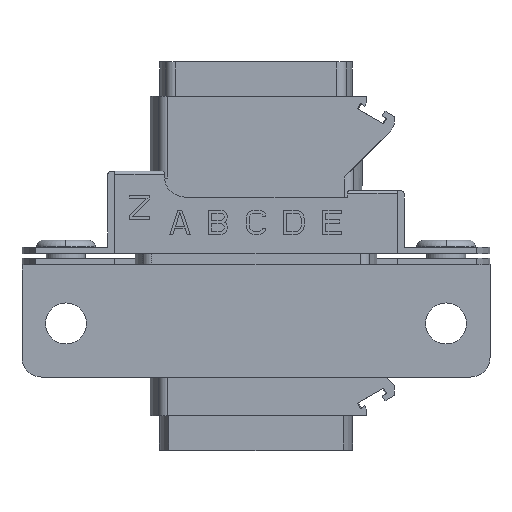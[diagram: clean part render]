
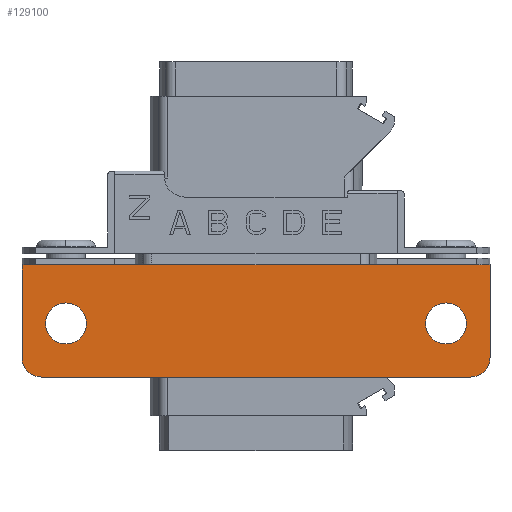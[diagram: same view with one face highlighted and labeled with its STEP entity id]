
A CAD part, front view. The second image highlights one B-rep face of the part: STEP entity #129100.
In plain terms, the highlighted planar face has unit normal (0, -1, 0).
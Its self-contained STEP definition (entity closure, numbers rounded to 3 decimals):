
#128573=DIRECTION('',(-1.,0.,0.));
#128574=VECTOR('',#128573,48.);
#128575=CARTESIAN_POINT('',(24.,-6.7,-0.92));
#128576=LINE('',#128575,#128574);
#128577=DIRECTION('',(0.,0.,1.));
#128578=VECTOR('',#128577,9.5);
#128579=CARTESIAN_POINT('',(24.,-6.7,-10.42));
#128580=LINE('',#128579,#128578);
#128581=CARTESIAN_POINT('',(22.,-6.7,-10.42));
#128582=DIRECTION('',(0.,-1.,0.));
#128583=DIRECTION('',(0.,0.,-1.));
#128584=AXIS2_PLACEMENT_3D('',#128581,#128582,#128583);
#128586=DIRECTION('',(1.,0.,0.));
#128587=VECTOR('',#128586,44.);
#128588=CARTESIAN_POINT('',(-22.,-6.7,-12.42));
#128589=LINE('',#128588,#128587);
#128590=CARTESIAN_POINT('',(-22.,-6.7,-10.42));
#128591=DIRECTION('',(0.,-1.,0.));
#128592=DIRECTION('',(-1.,0.,0.));
#128593=AXIS2_PLACEMENT_3D('',#128590,#128591,#128592);
#128595=DIRECTION('',(0.,0.,-1.));
#128596=VECTOR('',#128595,9.5);
#128597=CARTESIAN_POINT('',(-24.,-6.7,-0.92));
#128598=LINE('',#128597,#128596);
#128599=CARTESIAN_POINT('',(-19.5,-6.7,-6.92));
#128600=DIRECTION('',(0.,1.,0.));
#128601=DIRECTION('',(-1.,0.,0.));
#128602=AXIS2_PLACEMENT_3D('',#128599,#128600,#128601);
#128604=CARTESIAN_POINT('',(-19.5,-6.7,-6.92));
#128605=DIRECTION('',(0.,1.,0.));
#128606=DIRECTION('',(1.,0.,0.));
#128607=AXIS2_PLACEMENT_3D('',#128604,#128605,#128606);
#128609=CARTESIAN_POINT('',(19.5,-6.7,-6.92));
#128610=DIRECTION('',(0.,1.,0.));
#128611=DIRECTION('',(-1.,0.,0.));
#128612=AXIS2_PLACEMENT_3D('',#128609,#128610,#128611);
#128614=CARTESIAN_POINT('',(19.5,-6.7,-6.92));
#128615=DIRECTION('',(0.,1.,0.));
#128616=DIRECTION('',(1.,0.,0.));
#128617=AXIS2_PLACEMENT_3D('',#128614,#128615,#128616);
#128659=CARTESIAN_POINT('',(-21.6,-6.7,-6.92));
#128660=CARTESIAN_POINT('',(-17.4,-6.7,-6.92));
#128661=VERTEX_POINT('',#128659);
#128662=VERTEX_POINT('',#128660);
#128663=CARTESIAN_POINT('',(17.4,-6.7,-6.92));
#128664=CARTESIAN_POINT('',(21.6,-6.7,-6.92));
#128665=VERTEX_POINT('',#128663);
#128666=VERTEX_POINT('',#128664);
#128667=CARTESIAN_POINT('',(24.,-6.7,-0.92));
#128668=CARTESIAN_POINT('',(-24.,-6.7,-0.92));
#128669=VERTEX_POINT('',#128667);
#128670=VERTEX_POINT('',#128668);
#128671=CARTESIAN_POINT('',(-24.,-6.7,-10.42));
#128672=VERTEX_POINT('',#128671);
#128673=CARTESIAN_POINT('',(-22.,-6.7,-12.42));
#128674=VERTEX_POINT('',#128673);
#128675=CARTESIAN_POINT('',(22.,-6.7,-12.42));
#128676=VERTEX_POINT('',#128675);
#128677=CARTESIAN_POINT('',(24.,-6.7,-10.42));
#128678=VERTEX_POINT('',#128677);
#129075=CARTESIAN_POINT('',(0.,-6.7,-0.92));
#129076=DIRECTION('',(0.,-1.,0.));
#129077=DIRECTION('',(-1.,0.,0.));
#129078=AXIS2_PLACEMENT_3D('',#129075,#129076,#129077);
#129079=PLANE('',#129078);
#129080=ORIENTED_EDGE('',*,*,#128772,.F.);
#129081=ORIENTED_EDGE('',*,*,#128925,.F.);
#129082=ORIENTED_EDGE('',*,*,#128938,.F.);
#129083=ORIENTED_EDGE('',*,*,#128952,.F.);
#129084=ORIENTED_EDGE('',*,*,#128966,.F.);
#129085=ORIENTED_EDGE('',*,*,#128983,.F.);
#129086=EDGE_LOOP('',(#129080,#129081,#129082,#129083,#129084,#129085));
#129087=FACE_OUTER_BOUND('',#129086,.F.);
#129089=ORIENTED_EDGE('',*,*,#129088,.F.);
#129091=ORIENTED_EDGE('',*,*,#129090,.F.);
#129092=EDGE_LOOP('',(#129089,#129091));
#129093=FACE_BOUND('',#129092,.F.);
#129095=ORIENTED_EDGE('',*,*,#129094,.F.);
#129097=ORIENTED_EDGE('',*,*,#129096,.F.);
#129098=EDGE_LOOP('',(#129095,#129097));
#129099=FACE_BOUND('',#129098,.F.);
#129100=ADVANCED_FACE('',(#129087,#129093,#129099),#129079,.T.);
#128585=CIRCLE('',#128584,2.);
#128594=CIRCLE('',#128593,2.);
#128603=CIRCLE('',#128602,2.1);
#128608=CIRCLE('',#128607,2.1);
#128613=CIRCLE('',#128612,2.1);
#128618=CIRCLE('',#128617,2.1);
#128772=EDGE_CURVE('',#128669,#128670,#128576,.T.);
#128925=EDGE_CURVE('',#128678,#128669,#128580,.T.);
#128938=EDGE_CURVE('',#128676,#128678,#128585,.T.);
#128952=EDGE_CURVE('',#128674,#128676,#128589,.T.);
#128966=EDGE_CURVE('',#128672,#128674,#128594,.T.);
#128983=EDGE_CURVE('',#128670,#128672,#128598,.T.);
#129088=EDGE_CURVE('',#128661,#128662,#128603,.T.);
#129090=EDGE_CURVE('',#128662,#128661,#128608,.T.);
#129094=EDGE_CURVE('',#128665,#128666,#128613,.T.);
#129096=EDGE_CURVE('',#128666,#128665,#128618,.T.);
